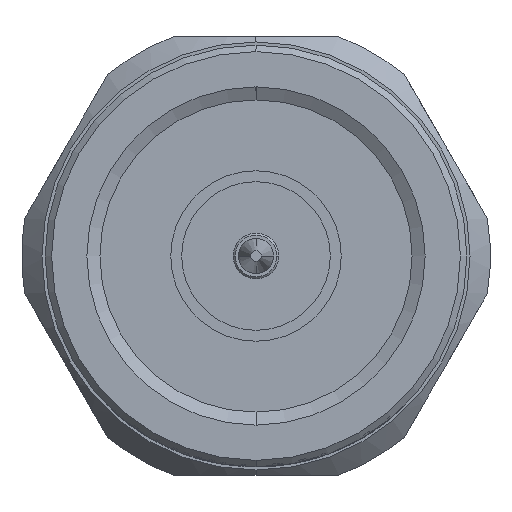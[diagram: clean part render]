
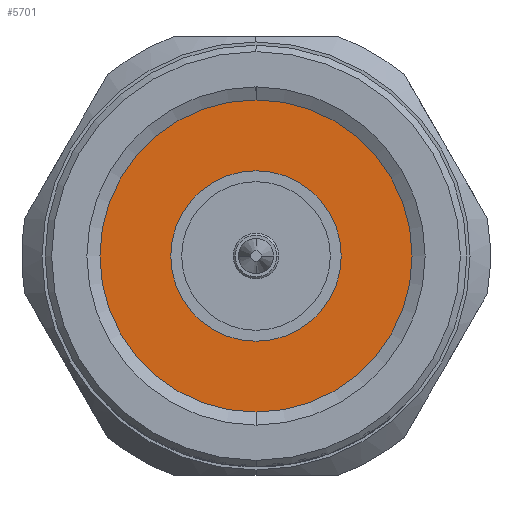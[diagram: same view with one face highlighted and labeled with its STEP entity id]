
A CAD part, left-side view. The second image highlights one B-rep face of the part: STEP entity #5701.
In plain terms, the highlighted planar face has unit normal (-1, 0, 0).
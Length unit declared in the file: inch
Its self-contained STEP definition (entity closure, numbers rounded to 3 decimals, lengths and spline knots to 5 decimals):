
#252 = CARTESIAN_POINT ( 'NONE',  ( 0.41653, 0., 0. ) ) ;
#304 = DIRECTION ( 'NONE',  ( 0., 0., 1. ) ) ;
#778 = DIRECTION ( 'NONE',  ( -1., 0., 0. ) ) ;
#894 = AXIS2_PLACEMENT_3D ( 'NONE', #9794, #9614, #2728 ) ;
#1703 = FACE_BOUND ( 'NONE', #18162, .T. ) ;
#2270 = DIRECTION ( 'NONE',  ( -1., 0., 0. ) ) ;
#2341 = CIRCLE ( 'NONE', #12631, 0.15748 ) ;
#2569 = AXIS2_PLACEMENT_3D ( 'NONE', #17420, #778, #15951 ) ;
#2728 = DIRECTION ( 'NONE',  ( 0., 0., 1. ) ) ;
#4401 = EDGE_CURVE ( 'NONE', #14467, #13813, #11724, .T. ) ;
#4827 = ORIENTED_EDGE ( 'NONE', *, *, #4401, .F. ) ;
#5271 = AXIS2_PLACEMENT_3D ( 'NONE', #14858, #2270, #12284 ) ;
#5701 = ADVANCED_FACE ( 'NONE', ( #1703, #12832 ), #10328, .F. ) ;
#6555 = EDGE_CURVE ( 'NONE', #17040, #11868, #9380, .T. ) ;
#8851 = ORIENTED_EDGE ( 'NONE', *, *, #6555, .T. ) ;
#9380 = CIRCLE ( 'NONE', #894, 0.34395 ) ;
#9614 = DIRECTION ( 'NONE',  ( -1., 0., 0. ) ) ;
#9794 = CARTESIAN_POINT ( 'NONE',  ( 0.41653, 0., 0. ) ) ;
#9961 = EDGE_CURVE ( 'NONE', #11868, #17040, #10477, .T. ) ;
#10328 = PLANE ( 'NONE',  #11439 ) ;
#10336 = CARTESIAN_POINT ( 'NONE',  ( 0.41653, 0., 0.15748 ) ) ;
#10477 = CIRCLE ( 'NONE', #2569, 0.34395 ) ;
#10991 = CARTESIAN_POINT ( 'NONE',  ( 0.41653, 0., -0.34395 ) ) ;
#11306 = ORIENTED_EDGE ( 'NONE', *, *, #16749, .F. ) ;
#11439 = AXIS2_PLACEMENT_3D ( 'NONE', #252, #14404, #12936 ) ;
#11724 = CIRCLE ( 'NONE', #5271, 0.15748 ) ;
#11868 = VERTEX_POINT ( 'NONE', #10991 ) ;
#12167 = EDGE_LOOP ( 'NONE', ( #8851, #14433 ) ) ;
#12284 = DIRECTION ( 'NONE',  ( 0., 0., 1. ) ) ;
#12631 = AXIS2_PLACEMENT_3D ( 'NONE', #12890, #15455, #304 ) ;
#12832 = FACE_OUTER_BOUND ( 'NONE', #12167, .T. ) ;
#12890 = CARTESIAN_POINT ( 'NONE',  ( 0.41653, 0., 0. ) ) ;
#12936 = DIRECTION ( 'NONE',  ( 0., 0., -1. ) ) ;
#13753 = CARTESIAN_POINT ( 'NONE',  ( 0.41653, 0., -0.15748 ) ) ;
#13813 = VERTEX_POINT ( 'NONE', #13753 ) ;
#14404 = DIRECTION ( 'NONE',  ( 1., 0., 0. ) ) ;
#14433 = ORIENTED_EDGE ( 'NONE', *, *, #9961, .T. ) ;
#14467 = VERTEX_POINT ( 'NONE', #10336 ) ;
#14858 = CARTESIAN_POINT ( 'NONE',  ( 0.41653, 0., 0. ) ) ;
#15263 = CARTESIAN_POINT ( 'NONE',  ( 0.41653, 0., 0.34395 ) ) ;
#15455 = DIRECTION ( 'NONE',  ( -1., 0., 0. ) ) ;
#15951 = DIRECTION ( 'NONE',  ( 0., 0., 1. ) ) ;
#16749 = EDGE_CURVE ( 'NONE', #13813, #14467, #2341, .T. ) ;
#17040 = VERTEX_POINT ( 'NONE', #15263 ) ;
#17420 = CARTESIAN_POINT ( 'NONE',  ( 0.41653, 0., 0. ) ) ;
#18162 = EDGE_LOOP ( 'NONE', ( #4827, #11306 ) ) ;
